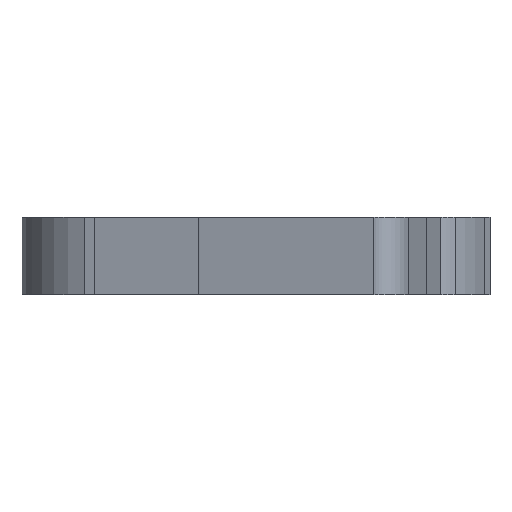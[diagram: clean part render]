
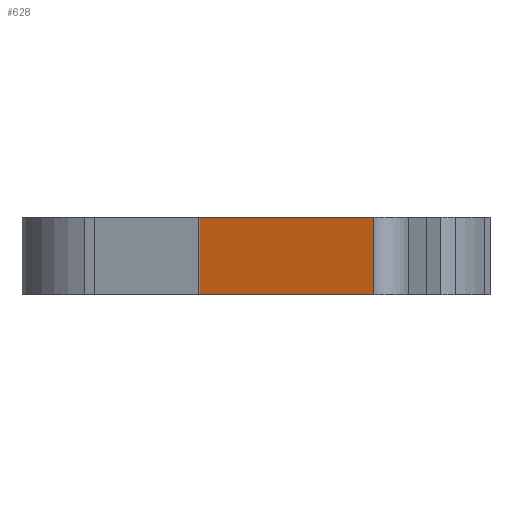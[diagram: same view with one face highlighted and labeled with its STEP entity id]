
A CAD part, left-side view. The second image highlights one B-rep face of the part: STEP entity #628.
In plain terms, the highlighted planar face has unit normal (-0.407, -0.913, 0).
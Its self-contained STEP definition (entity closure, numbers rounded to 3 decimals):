
#26 = VERTEX_POINT ( 'NONE', #464 ) ;
#39 = AXIS2_PLACEMENT_3D ( 'NONE', #436, #609, #1003 ) ;
#55 = VERTEX_POINT ( 'NONE', #407 ) ;
#63 = LINE ( 'NONE', #240, #1001 ) ;
#101 = EDGE_LOOP ( 'NONE', ( #1168, #574, #547, #781 ) ) ;
#138 = CARTESIAN_POINT ( 'NONE',  ( -74.751, 86.271, 15. ) ) ;
#177 = EDGE_CURVE ( 'NONE', #764, #55, #1153, .T. ) ;
#240 = CARTESIAN_POINT ( 'NONE',  ( -158.06, 123.407, 0. ) ) ;
#245 = VERTEX_POINT ( 'NONE', #704 ) ;
#323 = EDGE_CURVE ( 'NONE', #55, #26, #1189, .T. ) ;
#401 = DIRECTION ( 'NONE',  ( -0.913, 0.407, 0. ) ) ;
#407 = CARTESIAN_POINT ( 'NONE',  ( -74.751, 86.271, 15. ) ) ;
#418 = DIRECTION ( 'NONE',  ( 0., 0., -1. ) ) ;
#419 = PLANE ( 'NONE',  #39 ) ;
#432 = DIRECTION ( 'NONE',  ( 0., 0., 1. ) ) ;
#436 = CARTESIAN_POINT ( 'NONE',  ( -158.06, 123.407, 0. ) ) ;
#438 = CARTESIAN_POINT ( 'NONE',  ( -153.493, 121.372, 0. ) ) ;
#459 = FACE_OUTER_BOUND ( 'NONE', #101, .T. ) ;
#463 = EDGE_CURVE ( 'NONE', #764, #245, #63, .T. ) ;
#464 = CARTESIAN_POINT ( 'NONE',  ( -153.493, 121.372, 15. ) ) ;
#502 = CARTESIAN_POINT ( 'NONE',  ( -158.06, 123.407, 15. ) ) ;
#527 = DIRECTION ( 'NONE',  ( -0.913, 0.407, 0. ) ) ;
#547 = ORIENTED_EDGE ( 'NONE', *, *, #323, .T. ) ;
#574 = ORIENTED_EDGE ( 'NONE', *, *, #177, .T. ) ;
#609 = DIRECTION ( 'NONE',  ( 0.407, 0.913, 0. ) ) ;
#628 = ADVANCED_FACE ( 'NONE', ( #459 ), #419, .F. ) ;
#649 = CARTESIAN_POINT ( 'NONE',  ( -74.751, 86.271, 0. ) ) ;
#704 = CARTESIAN_POINT ( 'NONE',  ( -153.493, 121.372, 0. ) ) ;
#714 = VECTOR ( 'NONE', #401, 1000. ) ;
#764 = VERTEX_POINT ( 'NONE', #649 ) ;
#781 = ORIENTED_EDGE ( 'NONE', *, *, #1103, .T. ) ;
#806 = LINE ( 'NONE', #438, #831 ) ;
#831 = VECTOR ( 'NONE', #418, 1000. ) ;
#915 = VECTOR ( 'NONE', #432, 1000. ) ;
#1001 = VECTOR ( 'NONE', #527, 1000. ) ;
#1003 = DIRECTION ( 'NONE',  ( -0.913, 0.407, 0. ) ) ;
#1103 = EDGE_CURVE ( 'NONE', #26, #245, #806, .T. ) ;
#1153 = LINE ( 'NONE', #138, #915 ) ;
#1168 = ORIENTED_EDGE ( 'NONE', *, *, #463, .F. ) ;
#1189 = LINE ( 'NONE', #502, #714 ) ;
